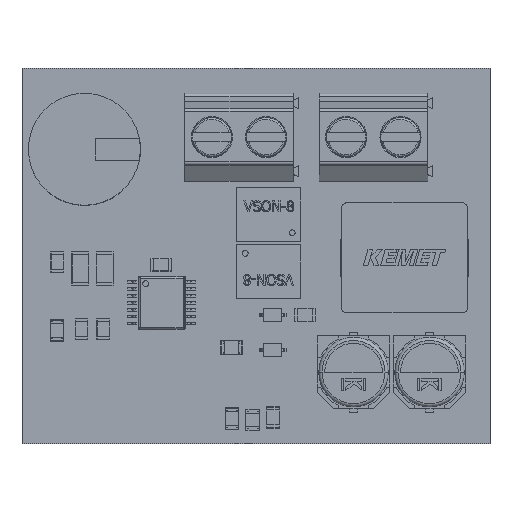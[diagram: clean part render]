
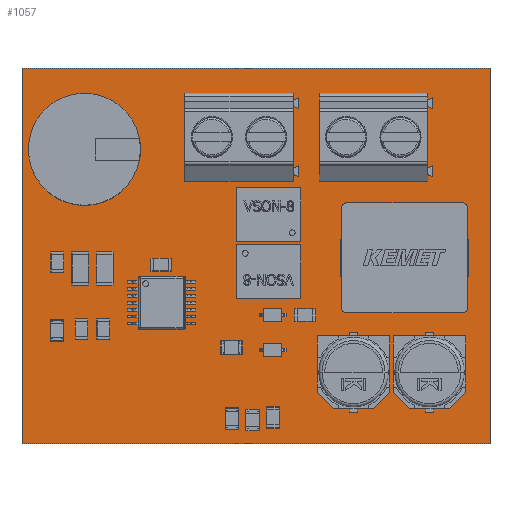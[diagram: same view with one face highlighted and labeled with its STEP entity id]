
A CAD part, top view. The second image highlights one B-rep face of the part: STEP entity #1057.
In plain terms, the highlighted planar face has unit normal (0, 0, 1).
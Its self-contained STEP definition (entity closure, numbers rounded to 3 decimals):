
#712 = VERTEX_POINT('',#713);
#713 = CARTESIAN_POINT('',(27.178,33.02,0.));
#719 = EDGE_CURVE('',#712,#720,#722,.T.);
#720 = VERTEX_POINT('',#721);
#721 = CARTESIAN_POINT('',(70.993,33.02,0.));
#722 = LINE('',#723,#724);
#723 = CARTESIAN_POINT('',(27.178,33.02,0.));
#724 = VECTOR('',#725,1.);
#725 = DIRECTION('',(1.,0.,0.));
#750 = EDGE_CURVE('',#720,#751,#753,.T.);
#751 = VERTEX_POINT('',#752);
#752 = CARTESIAN_POINT('',(70.993,68.199,0.));
#753 = LINE('',#754,#755);
#754 = CARTESIAN_POINT('',(70.993,33.02,0.));
#755 = VECTOR('',#756,1.);
#756 = DIRECTION('',(0.,1.,0.));
#781 = EDGE_CURVE('',#751,#782,#784,.T.);
#782 = VERTEX_POINT('',#783);
#783 = CARTESIAN_POINT('',(27.178,68.199,0.));
#784 = LINE('',#785,#786);
#785 = CARTESIAN_POINT('',(70.993,68.199,0.));
#786 = VECTOR('',#787,1.);
#787 = DIRECTION('',(-1.,0.,0.));
#812 = EDGE_CURVE('',#782,#712,#813,.T.);
#813 = LINE('',#814,#815);
#814 = CARTESIAN_POINT('',(27.178,68.199,0.));
#815 = VECTOR('',#816,1.);
#816 = DIRECTION('',(0.,-1.,0.));
#836 = VERTEX_POINT('',#837);
#837 = CARTESIAN_POINT('',(30.82,60.579,0.));
#843 = EDGE_CURVE('',#836,#836,#844,.T.);
#844 = CIRCLE('',#845,0.3);
#845 = AXIS2_PLACEMENT_3D('',#846,#847,#848);
#846 = CARTESIAN_POINT('',(30.52,60.579,0.));
#847 = DIRECTION('',(0.,0.,1.));
#848 = DIRECTION('',(1.,0.,0.));
#869 = VERTEX_POINT('',#870);
#870 = CARTESIAN_POINT('',(35.82,60.579,0.));
#876 = EDGE_CURVE('',#869,#869,#877,.T.);
#877 = CIRCLE('',#878,0.3);
#878 = AXIS2_PLACEMENT_3D('',#879,#880,#881);
#879 = CARTESIAN_POINT('',(35.52,60.579,0.));
#880 = DIRECTION('',(0.,0.,1.));
#881 = DIRECTION('',(1.,0.,0.));
#902 = VERTEX_POINT('',#903);
#903 = CARTESIAN_POINT('',(45.608,61.722,0.));
#909 = EDGE_CURVE('',#902,#902,#910,.T.);
#910 = CIRCLE('',#911,0.65);
#911 = AXIS2_PLACEMENT_3D('',#912,#913,#914);
#912 = CARTESIAN_POINT('',(44.958,61.722,0.));
#913 = DIRECTION('',(0.,0.,1.));
#914 = DIRECTION('',(1.,0.,0.));
#935 = VERTEX_POINT('',#936);
#936 = CARTESIAN_POINT('',(63.261,61.722,0.));
#942 = EDGE_CURVE('',#935,#935,#943,.T.);
#943 = CIRCLE('',#944,0.65);
#944 = AXIS2_PLACEMENT_3D('',#945,#946,#947);
#945 = CARTESIAN_POINT('',(62.611,61.722,0.));
#946 = DIRECTION('',(0.,0.,1.));
#947 = DIRECTION('',(1.,0.,0.));
#968 = VERTEX_POINT('',#969);
#969 = CARTESIAN_POINT('',(50.688,61.722,0.));
#975 = EDGE_CURVE('',#968,#968,#976,.T.);
#976 = CIRCLE('',#977,0.65);
#977 = AXIS2_PLACEMENT_3D('',#978,#979,#980);
#978 = CARTESIAN_POINT('',(50.038,61.722,0.));
#979 = DIRECTION('',(0.,0.,1.));
#980 = DIRECTION('',(1.,0.,0.));
#1001 = VERTEX_POINT('',#1002);
#1002 = CARTESIAN_POINT('',(58.181,61.722,0.));
#1008 = EDGE_CURVE('',#1001,#1001,#1009,.T.);
#1009 = CIRCLE('',#1010,0.65);
#1010 = AXIS2_PLACEMENT_3D('',#1011,#1012,#1013);
#1011 = CARTESIAN_POINT('',(57.531,61.722,0.));
#1012 = DIRECTION('',(0.,0.,1.));
#1013 = DIRECTION('',(1.,0.,0.));
#1057 = ADVANCED_FACE('',(#1058,#1064,#1067,#1070,#1073,#1076,#1079),
  #1082,.F.);
#1058 = FACE_BOUND('',#1059,.T.);
#1059 = EDGE_LOOP('',(#1060,#1061,#1062,#1063));
#1060 = ORIENTED_EDGE('',*,*,#719,.T.);
#1061 = ORIENTED_EDGE('',*,*,#750,.T.);
#1062 = ORIENTED_EDGE('',*,*,#781,.T.);
#1063 = ORIENTED_EDGE('',*,*,#812,.T.);
#1064 = FACE_BOUND('',#1065,.F.);
#1065 = EDGE_LOOP('',(#1066));
#1066 = ORIENTED_EDGE('',*,*,#843,.T.);
#1067 = FACE_BOUND('',#1068,.F.);
#1068 = EDGE_LOOP('',(#1069));
#1069 = ORIENTED_EDGE('',*,*,#876,.T.);
#1070 = FACE_BOUND('',#1071,.F.);
#1071 = EDGE_LOOP('',(#1072));
#1072 = ORIENTED_EDGE('',*,*,#909,.T.);
#1073 = FACE_BOUND('',#1074,.F.);
#1074 = EDGE_LOOP('',(#1075));
#1075 = ORIENTED_EDGE('',*,*,#942,.T.);
#1076 = FACE_BOUND('',#1077,.F.);
#1077 = EDGE_LOOP('',(#1078));
#1078 = ORIENTED_EDGE('',*,*,#975,.T.);
#1079 = FACE_BOUND('',#1080,.F.);
#1080 = EDGE_LOOP('',(#1081));
#1081 = ORIENTED_EDGE('',*,*,#1008,.T.);
#1082 = PLANE('',#1083);
#1083 = AXIS2_PLACEMENT_3D('',#1084,#1085,#1086);
#1084 = CARTESIAN_POINT('',(27.178,33.02,0.));
#1085 = DIRECTION('',(0.,0.,-1.));
#1086 = DIRECTION('',(-1.,0.,0.));
